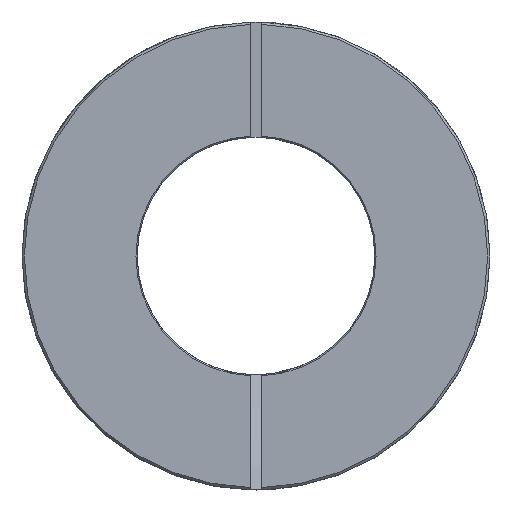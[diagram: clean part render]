
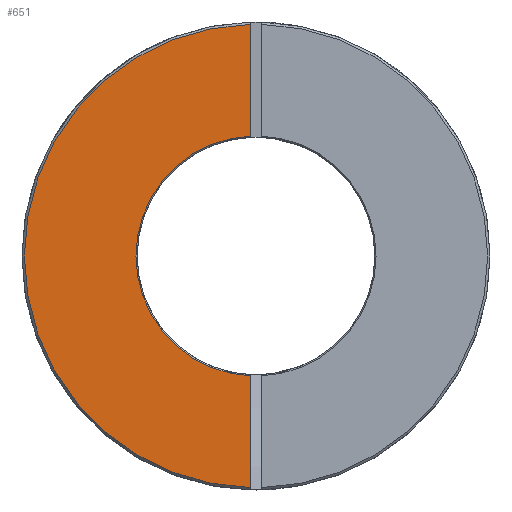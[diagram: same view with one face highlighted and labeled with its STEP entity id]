
A CAD part, left-side view. The second image highlights one B-rep face of the part: STEP entity #651.
In plain terms, the highlighted planar face has unit normal (-1, 0, 0).
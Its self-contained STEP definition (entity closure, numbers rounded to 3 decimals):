
#211 = DIRECTION ( 'NONE',  ( 0., 0., 1. ) ) ;
#223 = VERTEX_POINT ( 'NONE', #350 ) ;
#241 = CARTESIAN_POINT ( 'NONE',  ( 0., 0.61, -24.742 ) ) ;
#279 = LINE ( 'NONE', #495, #336 ) ;
#336 = VECTOR ( 'NONE', #1970, 1000. ) ;
#350 = CARTESIAN_POINT ( 'NONE',  ( 0., 0.61, 24.742 ) ) ;
#365 = FACE_OUTER_BOUND ( 'NONE', #1145, .T. ) ;
#383 = CIRCLE ( 'NONE', #1295, 12.825 ) ;
#495 = CARTESIAN_POINT ( 'NONE',  ( 0., 0.61, 24.993 ) ) ;
#540 = AXIS2_PLACEMENT_3D ( 'NONE', #1286, #1308, #1311 ) ;
#575 = CIRCLE ( 'NONE', #861, 24.75 ) ;
#651 = ADVANCED_FACE ( 'NONE', ( #365 ), #1261, .T. ) ;
#676 = DIRECTION ( 'NONE',  ( 0., 0., 1. ) ) ;
#861 = AXIS2_PLACEMENT_3D ( 'NONE', #1931, #1997, #211 ) ;
#889 = VECTOR ( 'NONE', #1894, 1000. ) ;
#969 = LINE ( 'NONE', #1821, #889 ) ;
#1137 = ORIENTED_EDGE ( 'NONE', *, *, #1191, .F. ) ;
#1145 = EDGE_LOOP ( 'NONE', ( #1137, #1154, #1155, #1159 ) ) ;
#1154 = ORIENTED_EDGE ( 'NONE', *, *, #1465, .T. ) ;
#1155 = ORIENTED_EDGE ( 'NONE', *, *, #1445, .F. ) ;
#1159 = ORIENTED_EDGE ( 'NONE', *, *, #1479, .T. ) ;
#1191 = EDGE_CURVE ( 'NONE', #1542, #2002, #969, .T. ) ;
#1198 = CARTESIAN_POINT ( 'NONE',  ( 0., 0.61, 12.811 ) ) ;
#1261 = PLANE ( 'NONE',  #540 ) ;
#1286 = CARTESIAN_POINT ( 'NONE',  ( 0., 0., 0. ) ) ;
#1295 = AXIS2_PLACEMENT_3D ( 'NONE', #1964, #1911, #676 ) ;
#1308 = DIRECTION ( 'NONE',  ( -1., 0., 0. ) ) ;
#1311 = DIRECTION ( 'NONE',  ( 0., 0., 1. ) ) ;
#1445 = EDGE_CURVE ( 'NONE', #223, #1847, #279, .T. ) ;
#1465 = EDGE_CURVE ( 'NONE', #1542, #1847, #383, .T. ) ;
#1479 = EDGE_CURVE ( 'NONE', #223, #2002, #575, .T. ) ;
#1542 = VERTEX_POINT ( 'NONE', #1696 ) ;
#1696 = CARTESIAN_POINT ( 'NONE',  ( 0., 0.61, -12.811 ) ) ;
#1821 = CARTESIAN_POINT ( 'NONE',  ( 0., 0.61, -12.685 ) ) ;
#1847 = VERTEX_POINT ( 'NONE', #1198 ) ;
#1894 = DIRECTION ( 'NONE',  ( 0., 0., -1. ) ) ;
#1911 = DIRECTION ( 'NONE',  ( 1., 0., 0. ) ) ;
#1931 = CARTESIAN_POINT ( 'NONE',  ( 0., 0., 0. ) ) ;
#1964 = CARTESIAN_POINT ( 'NONE',  ( 0., 0., 0. ) ) ;
#1970 = DIRECTION ( 'NONE',  ( 0., 0., -1. ) ) ;
#1997 = DIRECTION ( 'NONE',  ( -1., 0., 0. ) ) ;
#2002 = VERTEX_POINT ( 'NONE', #241 ) ;
